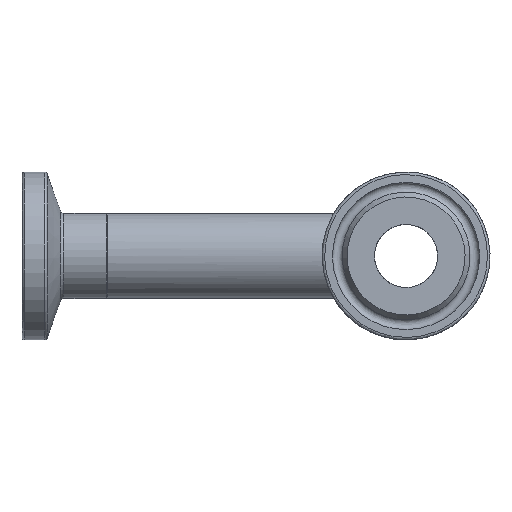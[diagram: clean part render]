
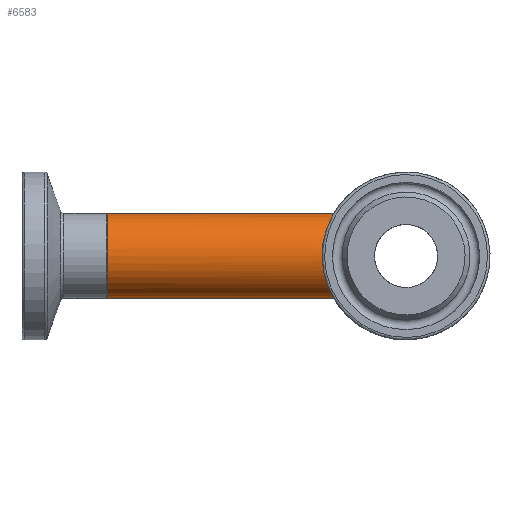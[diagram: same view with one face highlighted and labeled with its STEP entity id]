
A CAD part, left-side view. The second image highlights one B-rep face of the part: STEP entity #6583.
In plain terms, the highlighted cylindrical face has radius 6.35 mm (diameter 12.7 mm), a full revolution.
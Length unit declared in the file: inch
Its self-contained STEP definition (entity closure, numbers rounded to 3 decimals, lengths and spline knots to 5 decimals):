
#61=ELLIPSE('',#6874,0.35355,0.25);
#62=ELLIPSE('',#6875,0.35355,0.25);
#156=FACE_BOUND('',#1294,.T.);
#832=FACE_OUTER_BOUND('',#1293,.T.);
#1293=EDGE_LOOP('',(#6081,#6082));
#1294=EDGE_LOOP('',(#6083));
#2276=CIRCLE('',#6946,0.25);
#3221=VERTEX_POINT('',#14278);
#3222=VERTEX_POINT('',#14279);
#3255=VERTEX_POINT('',#14384);
#4161=EDGE_CURVE('',#3221,#3222,#61,.T.);
#4162=EDGE_CURVE('',#3222,#3221,#62,.T.);
#4195=EDGE_CURVE('',#3255,#3255,#2276,.T.);
#6081=ORIENTED_EDGE('',*,*,#4161,.F.);
#6082=ORIENTED_EDGE('',*,*,#4162,.F.);
#6083=ORIENTED_EDGE('',*,*,#4195,.T.);
#6142=CYLINDRICAL_SURFACE('',#6984,0.25);
#6583=ADVANCED_FACE('',(#832,#156),#6142,.T.);
#6874=AXIS2_PLACEMENT_3D('',#14280,#7974,#7975);
#6875=AXIS2_PLACEMENT_3D('',#14281,#7976,#7977);
#6946=AXIS2_PLACEMENT_3D('',#14385,#8118,#8119);
#6984=AXIS2_PLACEMENT_3D('',#14443,#8194,#8195);
#7974=DIRECTION('center_axis',(0.707,-0.707,0.));
#7975=DIRECTION('ref_axis',(0.707,0.707,0.));
#7976=DIRECTION('center_axis',(-0.707,-0.707,0.));
#7977=DIRECTION('ref_axis',(0.707,-0.707,0.));
#8118=DIRECTION('center_axis',(0.,-1.,0.));
#8119=DIRECTION('ref_axis',(1.,0.,0.));
#8194=DIRECTION('center_axis',(0.,-1.,0.));
#8195=DIRECTION('ref_axis',(1.,0.,0.));
#14278=CARTESIAN_POINT('',(0.,0.,-0.25));
#14279=CARTESIAN_POINT('',(0.,0.,0.25));
#14280=CARTESIAN_POINT('Origin',(0.,0.,0.));
#14281=CARTESIAN_POINT('Origin',(0.,0.,0.));
#14384=CARTESIAN_POINT('',(-0.25,1.75,0.));
#14385=CARTESIAN_POINT('Origin',(0.,1.75,0.));
#14443=CARTESIAN_POINT('Origin',(0.,1.75,0.));
